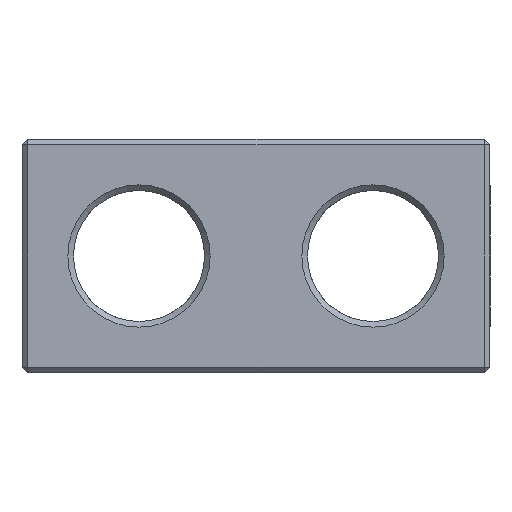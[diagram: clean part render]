
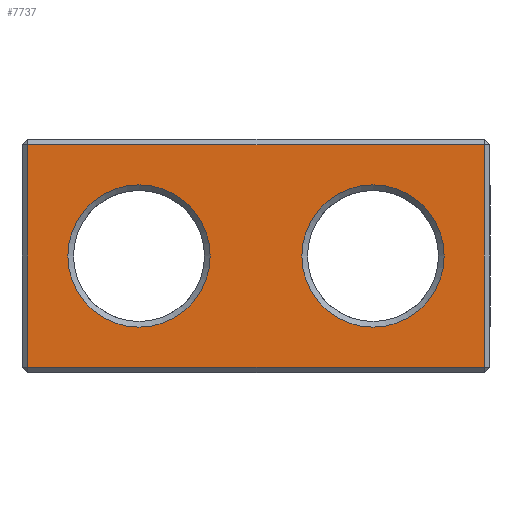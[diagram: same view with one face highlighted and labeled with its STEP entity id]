
A CAD part, left-side view. The second image highlights one B-rep face of the part: STEP entity #7737.
In plain terms, the highlighted planar face has unit normal (-1, 0, 0).
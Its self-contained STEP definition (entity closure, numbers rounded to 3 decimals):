
#345 = PLANE('',#346);
#346 = AXIS2_PLACEMENT_3D('',#347,#348,#349);
#347 = CARTESIAN_POINT('',(-106.1,18.75,0.15));
#348 = DIRECTION('',(-0.707,0.,-0.707
    ));
#349 = DIRECTION('',(0.,1.,0.));
#2179 = VERTEX_POINT('',#2180);
#2180 = CARTESIAN_POINT('',(-106.25,18.45,0.3));
#2201 = EDGE_CURVE('',#2179,#2202,#2204,.T.);
#2202 = VERTEX_POINT('',#2203);
#2203 = CARTESIAN_POINT('',(-106.25,-5.95,0.3));
#2204 = SURFACE_CURVE('',#2205,(#2209,#2216),.PCURVE_S1.);
#2205 = LINE('',#2206,#2207);
#2206 = CARTESIAN_POINT('',(-106.25,18.75,0.3));
#2207 = VECTOR('',#2208,1.);
#2208 = DIRECTION('',(0.,-1.,0.));
#2209 = PCURVE('',#345,#2210);
#2210 = DEFINITIONAL_REPRESENTATION('',(#2211),#2215);
#2211 = LINE('',#2212,#2213);
#2212 = CARTESIAN_POINT('',(0.,-0.212));
#2213 = VECTOR('',#2214,1.);
#2214 = DIRECTION('',(-1.,0.));
#2215 = ( GEOMETRIC_REPRESENTATION_CONTEXT(2) 
PARAMETRIC_REPRESENTATION_CONTEXT() REPRESENTATION_CONTEXT('2D SPACE',''
  ) );
#2216 = PCURVE('',#2217,#2222);
#2217 = PLANE('',#2218);
#2218 = AXIS2_PLACEMENT_3D('',#2219,#2220,#2221);
#2219 = CARTESIAN_POINT('',(-106.25,18.75,0.));
#2220 = DIRECTION('',(1.,0.,0.));
#2221 = DIRECTION('',(0.,-1.,0.));
#2222 = DEFINITIONAL_REPRESENTATION('',(#2223),#2227);
#2223 = LINE('',#2224,#2225);
#2224 = CARTESIAN_POINT('',(0.,-0.3));
#2225 = VECTOR('',#2226,1.);
#2226 = DIRECTION('',(1.,0.));
#2227 = ( GEOMETRIC_REPRESENTATION_CONTEXT(2) 
PARAMETRIC_REPRESENTATION_CONTEXT() REPRESENTATION_CONTEXT('2D SPACE',''
  ) );
#6459 = PLANE('',#6460);
#6460 = AXIS2_PLACEMENT_3D('',#6461,#6462,#6463);
#6461 = CARTESIAN_POINT('',(-106.1,18.6,0.));
#6462 = DIRECTION('',(-0.707,0.707,0.)
  );
#6463 = DIRECTION('',(0.,0.,-1.));
#7367 = PLANE('',#7368);
#7368 = AXIS2_PLACEMENT_3D('',#7369,#7370,#7371);
#7369 = CARTESIAN_POINT('',(-106.1,-6.1,0.));
#7370 = DIRECTION('',(-0.707,-0.707,0.
    ));
#7371 = DIRECTION('',(0.,0.,-1.));
#7737 = ADVANCED_FACE('',(#7738,#7813,#7848),#2217,.F.);
#7738 = FACE_BOUND('',#7739,.F.);
#7739 = EDGE_LOOP('',(#7740,#7770,#7791,#7792));
#7740 = ORIENTED_EDGE('',*,*,#7741,.T.);
#7741 = EDGE_CURVE('',#7742,#7744,#7746,.T.);
#7742 = VERTEX_POINT('',#7743);
#7743 = CARTESIAN_POINT('',(-106.25,18.45,12.2));
#7744 = VERTEX_POINT('',#7745);
#7745 = CARTESIAN_POINT('',(-106.25,-5.95,12.2));
#7746 = SURFACE_CURVE('',#7747,(#7751,#7758),.PCURVE_S1.);
#7747 = LINE('',#7748,#7749);
#7748 = CARTESIAN_POINT('',(-106.25,18.75,12.2));
#7749 = VECTOR('',#7750,1.);
#7750 = DIRECTION('',(0.,-1.,0.));
#7751 = PCURVE('',#2217,#7752);
#7752 = DEFINITIONAL_REPRESENTATION('',(#7753),#7757);
#7753 = LINE('',#7754,#7755);
#7754 = CARTESIAN_POINT('',(0.,-12.2));
#7755 = VECTOR('',#7756,1.);
#7756 = DIRECTION('',(1.,0.));
#7757 = ( GEOMETRIC_REPRESENTATION_CONTEXT(2) 
PARAMETRIC_REPRESENTATION_CONTEXT() REPRESENTATION_CONTEXT('2D SPACE',''
  ) );
#7758 = PCURVE('',#7759,#7764);
#7759 = PLANE('',#7760);
#7760 = AXIS2_PLACEMENT_3D('',#7761,#7762,#7763);
#7761 = CARTESIAN_POINT('',(-106.1,18.75,12.35));
#7762 = DIRECTION('',(0.707,0.,-0.707
    ));
#7763 = DIRECTION('',(0.,1.,0.));
#7764 = DEFINITIONAL_REPRESENTATION('',(#7765),#7769);
#7765 = LINE('',#7766,#7767);
#7766 = CARTESIAN_POINT('',(0.,-0.212));
#7767 = VECTOR('',#7768,1.);
#7768 = DIRECTION('',(-1.,0.));
#7769 = ( GEOMETRIC_REPRESENTATION_CONTEXT(2) 
PARAMETRIC_REPRESENTATION_CONTEXT() REPRESENTATION_CONTEXT('2D SPACE',''
  ) );
#7770 = ORIENTED_EDGE('',*,*,#7771,.F.);
#7771 = EDGE_CURVE('',#2202,#7744,#7772,.T.);
#7772 = SURFACE_CURVE('',#7773,(#7777,#7784),.PCURVE_S1.);
#7773 = LINE('',#7774,#7775);
#7774 = CARTESIAN_POINT('',(-106.25,-5.95,0.));
#7775 = VECTOR('',#7776,1.);
#7776 = DIRECTION('',(0.,0.,1.));
#7777 = PCURVE('',#2217,#7778);
#7778 = DEFINITIONAL_REPRESENTATION('',(#7779),#7783);
#7779 = LINE('',#7780,#7781);
#7780 = CARTESIAN_POINT('',(24.7,0.));
#7781 = VECTOR('',#7782,1.);
#7782 = DIRECTION('',(0.,-1.));
#7783 = ( GEOMETRIC_REPRESENTATION_CONTEXT(2) 
PARAMETRIC_REPRESENTATION_CONTEXT() REPRESENTATION_CONTEXT('2D SPACE',''
  ) );
#7784 = PCURVE('',#7367,#7785);
#7785 = DEFINITIONAL_REPRESENTATION('',(#7786),#7790);
#7786 = LINE('',#7787,#7788);
#7787 = CARTESIAN_POINT('',(0.,-0.212));
#7788 = VECTOR('',#7789,1.);
#7789 = DIRECTION('',(-1.,0.));
#7790 = ( GEOMETRIC_REPRESENTATION_CONTEXT(2) 
PARAMETRIC_REPRESENTATION_CONTEXT() REPRESENTATION_CONTEXT('2D SPACE',''
  ) );
#7791 = ORIENTED_EDGE('',*,*,#2201,.F.);
#7792 = ORIENTED_EDGE('',*,*,#7793,.T.);
#7793 = EDGE_CURVE('',#2179,#7742,#7794,.T.);
#7794 = SURFACE_CURVE('',#7795,(#7799,#7806),.PCURVE_S1.);
#7795 = LINE('',#7796,#7797);
#7796 = CARTESIAN_POINT('',(-106.25,18.45,0.));
#7797 = VECTOR('',#7798,1.);
#7798 = DIRECTION('',(0.,0.,1.));
#7799 = PCURVE('',#2217,#7800);
#7800 = DEFINITIONAL_REPRESENTATION('',(#7801),#7805);
#7801 = LINE('',#7802,#7803);
#7802 = CARTESIAN_POINT('',(0.3,0.));
#7803 = VECTOR('',#7804,1.);
#7804 = DIRECTION('',(0.,-1.));
#7805 = ( GEOMETRIC_REPRESENTATION_CONTEXT(2) 
PARAMETRIC_REPRESENTATION_CONTEXT() REPRESENTATION_CONTEXT('2D SPACE',''
  ) );
#7806 = PCURVE('',#6459,#7807);
#7807 = DEFINITIONAL_REPRESENTATION('',(#7808),#7812);
#7808 = LINE('',#7809,#7810);
#7809 = CARTESIAN_POINT('',(0.,0.212));
#7810 = VECTOR('',#7811,1.);
#7811 = DIRECTION('',(-1.,0.));
#7812 = ( GEOMETRIC_REPRESENTATION_CONTEXT(2) 
PARAMETRIC_REPRESENTATION_CONTEXT() REPRESENTATION_CONTEXT('2D SPACE',''
  ) );
#7813 = FACE_BOUND('',#7814,.F.);
#7814 = EDGE_LOOP('',(#7815));
#7815 = ORIENTED_EDGE('',*,*,#7816,.T.);
#7816 = EDGE_CURVE('',#7817,#7817,#7819,.T.);
#7817 = VERTEX_POINT('',#7818);
#7818 = CARTESIAN_POINT('',(-106.25,0.,10.05)
  );
#7819 = SURFACE_CURVE('',#7820,(#7825,#7836),.PCURVE_S1.);
#7820 = CIRCLE('',#7821,3.8);
#7821 = AXIS2_PLACEMENT_3D('',#7822,#7823,#7824);
#7822 = CARTESIAN_POINT('',(-106.25,0.,6.25));
#7823 = DIRECTION('',(-1.,0.,0.));
#7824 = DIRECTION('',(0.,0.,1.));
#7825 = PCURVE('',#2217,#7826);
#7826 = DEFINITIONAL_REPRESENTATION('',(#7827),#7835);
#7827 = ( BOUNDED_CURVE() B_SPLINE_CURVE(2,(#7828,#7829,#7830,#7831,
#7832,#7833,#7834),.UNSPECIFIED.,.T.,.F.) B_SPLINE_CURVE_WITH_KNOTS((1,2
    ,2,2,2,1),(-2.094,0.,2.094,4.189,
6.283,8.378),.UNSPECIFIED.) CURVE() 
GEOMETRIC_REPRESENTATION_ITEM() RATIONAL_B_SPLINE_CURVE((1.,0.5,1.,0.5,
1.,0.5,1.)) REPRESENTATION_ITEM('') );
#7828 = CARTESIAN_POINT('',(18.75,-10.05));
#7829 = CARTESIAN_POINT('',(12.168,-10.05));
#7830 = CARTESIAN_POINT('',(15.459,-4.35));
#7831 = CARTESIAN_POINT('',(18.75,1.35));
#7832 = CARTESIAN_POINT('',(22.041,-4.35));
#7833 = CARTESIAN_POINT('',(25.332,-10.05));
#7834 = CARTESIAN_POINT('',(18.75,-10.05));
#7835 = ( GEOMETRIC_REPRESENTATION_CONTEXT(2) 
PARAMETRIC_REPRESENTATION_CONTEXT() REPRESENTATION_CONTEXT('2D SPACE',''
  ) );
#7836 = PCURVE('',#7837,#7842);
#7837 = CONICAL_SURFACE('',#7838,3.5,0.785);
#7838 = AXIS2_PLACEMENT_3D('',#7839,#7840,#7841);
#7839 = CARTESIAN_POINT('',(-105.95,0.,6.25));
#7840 = DIRECTION('',(-1.,-0.,-0.));
#7841 = DIRECTION('',(0.,0.,1.));
#7842 = DEFINITIONAL_REPRESENTATION('',(#7843),#7847);
#7843 = LINE('',#7844,#7845);
#7844 = CARTESIAN_POINT('',(0.,0.3));
#7845 = VECTOR('',#7846,1.);
#7846 = DIRECTION('',(1.,0.));
#7847 = ( GEOMETRIC_REPRESENTATION_CONTEXT(2) 
PARAMETRIC_REPRESENTATION_CONTEXT() REPRESENTATION_CONTEXT('2D SPACE',''
  ) );
#7848 = FACE_BOUND('',#7849,.F.);
#7849 = EDGE_LOOP('',(#7850));
#7850 = ORIENTED_EDGE('',*,*,#7851,.T.);
#7851 = EDGE_CURVE('',#7852,#7852,#7854,.T.);
#7852 = VERTEX_POINT('',#7853);
#7853 = CARTESIAN_POINT('',(-106.25,12.5,10.05));
#7854 = SURFACE_CURVE('',#7855,(#7860,#7871),.PCURVE_S1.);
#7855 = CIRCLE('',#7856,3.8);
#7856 = AXIS2_PLACEMENT_3D('',#7857,#7858,#7859);
#7857 = CARTESIAN_POINT('',(-106.25,12.5,6.25));
#7858 = DIRECTION('',(-1.,0.,0.));
#7859 = DIRECTION('',(0.,0.,1.));
#7860 = PCURVE('',#2217,#7861);
#7861 = DEFINITIONAL_REPRESENTATION('',(#7862),#7870);
#7862 = ( BOUNDED_CURVE() B_SPLINE_CURVE(2,(#7863,#7864,#7865,#7866,
#7867,#7868,#7869),.UNSPECIFIED.,.T.,.F.) B_SPLINE_CURVE_WITH_KNOTS((1,2
    ,2,2,2,1),(-2.094,0.,2.094,4.189,
6.283,8.378),.UNSPECIFIED.) CURVE() 
GEOMETRIC_REPRESENTATION_ITEM() RATIONAL_B_SPLINE_CURVE((1.,0.5,1.,0.5,
1.,0.5,1.)) REPRESENTATION_ITEM('') );
#7863 = CARTESIAN_POINT('',(6.25,-10.05));
#7864 = CARTESIAN_POINT('',(-0.332,-10.05));
#7865 = CARTESIAN_POINT('',(2.959,-4.35));
#7866 = CARTESIAN_POINT('',(6.25,1.35));
#7867 = CARTESIAN_POINT('',(9.541,-4.35));
#7868 = CARTESIAN_POINT('',(12.832,-10.05));
#7869 = CARTESIAN_POINT('',(6.25,-10.05));
#7870 = ( GEOMETRIC_REPRESENTATION_CONTEXT(2) 
PARAMETRIC_REPRESENTATION_CONTEXT() REPRESENTATION_CONTEXT('2D SPACE',''
  ) );
#7871 = PCURVE('',#7872,#7877);
#7872 = CONICAL_SURFACE('',#7873,3.5,0.785);
#7873 = AXIS2_PLACEMENT_3D('',#7874,#7875,#7876);
#7874 = CARTESIAN_POINT('',(-105.95,12.5,6.25));
#7875 = DIRECTION('',(-1.,-0.,0.));
#7876 = DIRECTION('',(0.,0.,1.));
#7877 = DEFINITIONAL_REPRESENTATION('',(#7878),#7882);
#7878 = LINE('',#7879,#7880);
#7879 = CARTESIAN_POINT('',(0.,0.3));
#7880 = VECTOR('',#7881,1.);
#7881 = DIRECTION('',(1.,0.));
#7882 = ( GEOMETRIC_REPRESENTATION_CONTEXT(2) 
PARAMETRIC_REPRESENTATION_CONTEXT() REPRESENTATION_CONTEXT('2D SPACE',''
  ) );
